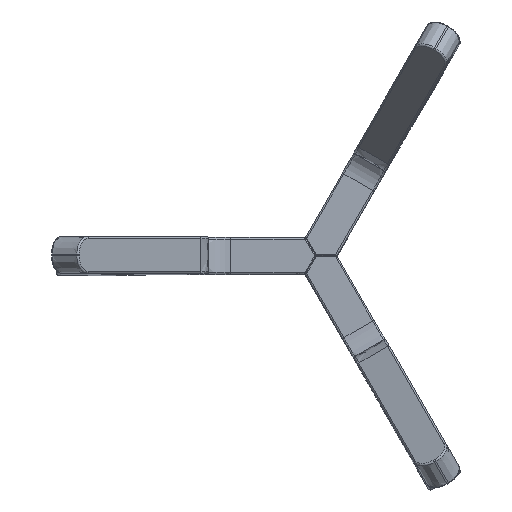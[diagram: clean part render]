
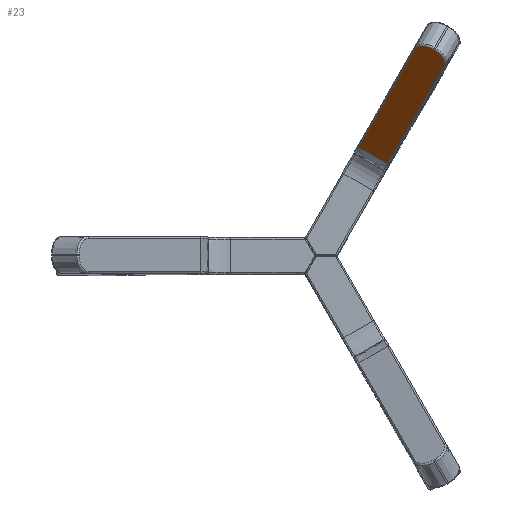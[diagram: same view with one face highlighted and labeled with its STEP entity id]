
A CAD part, top view. The second image highlights one B-rep face of the part: STEP entity #23.
In plain terms, the highlighted free-form (B-spline) face has degree [1, 1] with [2, 2] control points.
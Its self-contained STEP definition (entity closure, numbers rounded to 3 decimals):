
#23=ADVANCED_FACE('',(#218),#2335,.T.);
#218=FACE_OUTER_BOUND('',#413,.T.);
#413=EDGE_LOOP('',(#623,#624,#625,#626,#627,#628));
#623=ORIENTED_EDGE('',*,*,#1537,.T.);
#624=ORIENTED_EDGE('',*,*,#1538,.T.);
#625=ORIENTED_EDGE('',*,*,#1541,.F.);
#626=ORIENTED_EDGE('',*,*,#1540,.T.);
#627=ORIENTED_EDGE('',*,*,#1542,.F.);
#628=ORIENTED_EDGE('',*,*,#1539,.T.);
#1537=EDGE_CURVE('',#1970,#1971,#2434,.T.);
#1538=EDGE_CURVE('',#1971,#1972,#2435,.T.);
#1539=EDGE_CURVE('',#1973,#1970,#2436,.T.);
#1540=EDGE_CURVE('',#1974,#1975,#2437,.T.);
#1541=EDGE_CURVE('',#1974,#1972,#2438,.T.);
#1542=EDGE_CURVE('',#1973,#1975,#2439,.T.);
#1970=VERTEX_POINT('',#4521);
#1971=VERTEX_POINT('',#4522);
#1972=VERTEX_POINT('',#4523);
#1973=VERTEX_POINT('',#4524);
#1974=VERTEX_POINT('',#4525);
#1975=VERTEX_POINT('',#4526);
#2335=B_SPLINE_SURFACE_WITH_KNOTS('',1,1,((#3661,#3662),(#3663,#3664)),.UNSPECIFIED.,
.F.,.F.,.F.,(2,2),(2,2),(-5645.176,-5331.6),(1.6,
42.4),.UNSPECIFIED.);
#2434=(
BOUNDED_CURVE()
B_SPLINE_CURVE(3,(#3191,#3192,#3193,#3194,#3195,#3196,#3197,#3198,#3199),
.UNSPECIFIED.,.F.,.F.)
B_SPLINE_CURVE_WITH_KNOTS((4,1,1,1,1,1,4),(0.016,7.148,
10.985,14.873,18.763,22.604,29.862),
.UNSPECIFIED.)
CURVE()
GEOMETRIC_REPRESENTATION_ITEM()
RATIONAL_B_SPLINE_CURVE((1.,1.,1.,1.,1.,1.,1.,1.,1.))
REPRESENTATION_ITEM('')
);
#2435=(
BOUNDED_CURVE()
B_SPLINE_CURVE(3,(#3200,#3201,#3202,#3203),.UNSPECIFIED.,.F.,.F.)
B_SPLINE_CURVE_WITH_KNOTS((4,4),(0.,2.),
.UNSPECIFIED.)
CURVE()
GEOMETRIC_REPRESENTATION_ITEM()
RATIONAL_B_SPLINE_CURVE((1.,1.,1.,1.))
REPRESENTATION_ITEM('')
);
#2436=(
BOUNDED_CURVE()
B_SPLINE_CURVE(3,(#3204,#3205,#3206,#3207),.UNSPECIFIED.,.F.,.F.)
B_SPLINE_CURVE_WITH_KNOTS((4,4),(0.,230.264),
.UNSPECIFIED.)
CURVE()
GEOMETRIC_REPRESENTATION_ITEM()
RATIONAL_B_SPLINE_CURVE((1.,1.,1.,1.))
REPRESENTATION_ITEM('')
);
#2437=(
BOUNDED_CURVE()
B_SPLINE_CURVE(3,(#3208,#3209,#3210,#3211),.UNSPECIFIED.,.F.,.F.)
B_SPLINE_CURVE_WITH_KNOTS((4,4),(-0.016,230.247),.UNSPECIFIED.)
CURVE()
GEOMETRIC_REPRESENTATION_ITEM()
RATIONAL_B_SPLINE_CURVE((1.,1.,1.,1.))
REPRESENTATION_ITEM('')
);
#2438=(
BOUNDED_CURVE()
B_SPLINE_CURVE(3,(#3212,#3213,#3214,#3215,#3216,#3217,#3218,#3219,#3220),
.UNSPECIFIED.,.F.,.F.)
B_SPLINE_CURVE_WITH_KNOTS((4,1,1,1,1,1,4),(0.016,7.148,
10.985,14.873,18.763,22.604,29.862),
.UNSPECIFIED.)
CURVE()
GEOMETRIC_REPRESENTATION_ITEM()
RATIONAL_B_SPLINE_CURVE((1.,1.,1.,1.,1.,1.,1.,1.,1.))
REPRESENTATION_ITEM('')
);
#2439=(
BOUNDED_CURVE()
B_SPLINE_CURVE(3,(#3221,#3222,#3223,#3224),.UNSPECIFIED.,.F.,.F.)
B_SPLINE_CURVE_WITH_KNOTS((4,4),(2.,42.),.UNSPECIFIED.)
CURVE()
GEOMETRIC_REPRESENTATION_ITEM()
RATIONAL_B_SPLINE_CURVE((1.,1.,1.,1.))
REPRESENTATION_ITEM('')
);
#3191=CARTESIAN_POINT('',(153.844,226.466,1688.634));
#3192=CARTESIAN_POINT('',(154.543,227.672,1690.56));
#3193=CARTESIAN_POINT('',(155.01,229.876,1693.521));
#3194=CARTESIAN_POINT('',(154.329,233.263,1697.105));
#3195=CARTESIAN_POINT('',(153.099,236.023,1699.558));
#3196=CARTESIAN_POINT('',(151.214,238.781,1701.557));
#3197=CARTESIAN_POINT('',(148.047,242.189,1703.448));
#3198=CARTESIAN_POINT('',(145.055,244.403,1704.03));
#3199=CARTESIAN_POINT('',(142.959,245.612,1704.028));
#3200=CARTESIAN_POINT('',(142.959,245.612,1704.028));
#3201=CARTESIAN_POINT('',(142.381,245.945,1704.028));
#3202=CARTESIAN_POINT('',(141.804,246.278,1704.028));
#3203=CARTESIAN_POINT('',(141.227,246.612,1704.028));
#3204=CARTESIAN_POINT('',(86.358,109.577,1502.076));
#3205=CARTESIAN_POINT('',(108.854,148.54,1564.262));
#3206=CARTESIAN_POINT('',(131.349,187.503,1626.448));
#3207=CARTESIAN_POINT('',(153.844,226.466,1688.634));
#3208=CARTESIAN_POINT('',(119.203,246.466,1688.634));
#3209=CARTESIAN_POINT('',(96.708,207.503,1626.448));
#3210=CARTESIAN_POINT('',(74.213,168.54,1564.262));
#3211=CARTESIAN_POINT('',(51.717,129.577,1502.076));
#3212=CARTESIAN_POINT('',(119.203,246.466,1688.634));
#3213=CARTESIAN_POINT('',(119.899,247.674,1690.56));
#3214=CARTESIAN_POINT('',(121.573,249.181,1693.521));
#3215=CARTESIAN_POINT('',(124.847,250.284,1697.105));
#3216=CARTESIAN_POINT('',(127.852,250.599,1699.558));
#3217=CARTESIAN_POINT('',(131.184,250.345,1701.557));
#3218=CARTESIAN_POINT('',(135.719,249.307,1703.448));
#3219=CARTESIAN_POINT('',(139.132,247.823,1704.03));
#3220=CARTESIAN_POINT('',(141.227,246.612,1704.028));
#3221=CARTESIAN_POINT('',(86.358,109.577,1502.076));
#3222=CARTESIAN_POINT('',(74.811,116.244,1502.076));
#3223=CARTESIAN_POINT('',(63.264,122.91,1502.076));
#3224=CARTESIAN_POINT('',(51.717,129.577,1502.076));
#3661=CARTESIAN_POINT('',(125.007,257.319,1705.635));
#3662=CARTESIAN_POINT('',(160.341,236.919,1705.635));
#3663=CARTESIAN_POINT('',(51.371,129.777,1502.076));
#3664=CARTESIAN_POINT('',(86.705,109.377,1502.076));
#4521=CARTESIAN_POINT('',(153.844,226.466,1688.634));
#4522=CARTESIAN_POINT('',(142.959,245.612,1704.028));
#4523=CARTESIAN_POINT('',(141.227,246.612,1704.028));
#4524=CARTESIAN_POINT('',(86.358,109.577,1502.076));
#4525=CARTESIAN_POINT('',(119.203,246.466,1688.634));
#4526=CARTESIAN_POINT('',(51.717,129.577,1502.076));
